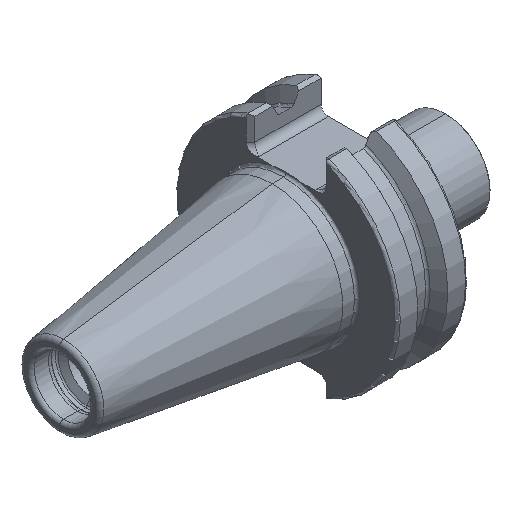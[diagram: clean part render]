
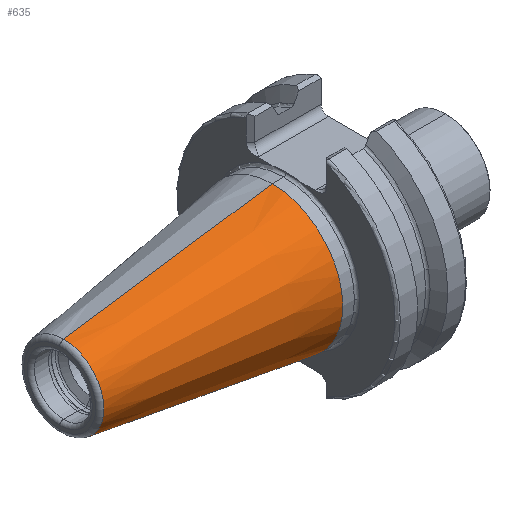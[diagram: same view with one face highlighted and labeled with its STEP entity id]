
A CAD part, isometric view. The second image highlights one B-rep face of the part: STEP entity #635.
In plain terms, the highlighted conical face has half-angle 8.297 degrees and reference radius 15.875 mm.
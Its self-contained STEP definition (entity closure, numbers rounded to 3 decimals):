
#136 = VERTEX_POINT ( 'NONE', #2374 ) ;
#205 = DIRECTION ( 'NONE',  ( 0.99, 0., 0.144 ) ) ;
#226 = DIRECTION ( 'NONE',  ( 1., 0., 0. ) ) ;
#374 = FACE_OUTER_BOUND ( 'NONE', #2468, .T. ) ;
#626 = CARTESIAN_POINT ( 'NONE',  ( 0., 0., 15.875 ) ) ;
#635 = ADVANCED_FACE ( 'NONE', ( #374 ), #2357, .T. ) ;
#647 = DIRECTION ( 'NONE',  ( 0., 0., -1. ) ) ;
#723 = VERTEX_POINT ( 'NONE', #4959 ) ;
#871 = CARTESIAN_POINT ( 'NONE',  ( 0., 0., 15.875 ) ) ;
#1046 = DIRECTION ( 'NONE',  ( 0., 0., 1. ) ) ;
#1066 = DIRECTION ( 'NONE',  ( -1., 0., 0. ) ) ;
#1079 = CARTESIAN_POINT ( 'NONE',  ( 0., 0., 0. ) ) ;
#1143 = ORIENTED_EDGE ( 'NONE', *, *, #3938, .F. ) ;
#1281 = ORIENTED_EDGE ( 'NONE', *, *, #1606, .F. ) ;
#1345 = CIRCLE ( 'NONE', #4226, 15.875 ) ;
#1412 = CARTESIAN_POINT ( 'NONE',  ( 0., 0., 0. ) ) ;
#1489 = EDGE_CURVE ( 'NONE', #136, #5337, #1345, .T. ) ;
#1606 = EDGE_CURVE ( 'NONE', #2071, #5337, #3449, .T. ) ;
#2071 = VERTEX_POINT ( 'NONE', #3224 ) ;
#2281 = LINE ( 'NONE', #4798, #3273 ) ;
#2357 = CONICAL_SURFACE ( 'NONE', #3963, 15.875, 0.145 ) ;
#2374 = CARTESIAN_POINT ( 'NONE',  ( 0., 0., -15.875 ) ) ;
#2468 = EDGE_LOOP ( 'NONE', ( #1281, #1143, #5390, #2967 ) ) ;
#2967 = ORIENTED_EDGE ( 'NONE', *, *, #1489, .T. ) ;
#3043 = VECTOR ( 'NONE', #205, 1000. ) ;
#3224 = CARTESIAN_POINT ( 'NONE',  ( -46.794, 0., 9.051 ) ) ;
#3273 = VECTOR ( 'NONE', #4295, 1000. ) ;
#3449 = LINE ( 'NONE', #626, #3043 ) ;
#3702 = DIRECTION ( 'NONE',  ( 0., 0., 1. ) ) ;
#3938 = EDGE_CURVE ( 'NONE', #723, #2071, #4227, .T. ) ;
#3963 = AXIS2_PLACEMENT_3D ( 'NONE', #1412, #226, #647 ) ;
#4189 = DIRECTION ( 'NONE',  ( -1., 0., 0. ) ) ;
#4226 = AXIS2_PLACEMENT_3D ( 'NONE', #1079, #1066, #1046 ) ;
#4227 = CIRCLE ( 'NONE', #4755, 9.051 ) ;
#4259 = CARTESIAN_POINT ( 'NONE',  ( -46.794, 0., 0. ) ) ;
#4295 = DIRECTION ( 'NONE',  ( 0.99, 0., -0.144 ) ) ;
#4755 = AXIS2_PLACEMENT_3D ( 'NONE', #4259, #4189, #3702 ) ;
#4798 = CARTESIAN_POINT ( 'NONE',  ( 0., 0., -15.875 ) ) ;
#4959 = CARTESIAN_POINT ( 'NONE',  ( -46.794, 0., -9.051 ) ) ;
#5136 = EDGE_CURVE ( 'NONE', #723, #136, #2281, .T. ) ;
#5337 = VERTEX_POINT ( 'NONE', #871 ) ;
#5390 = ORIENTED_EDGE ( 'NONE', *, *, #5136, .T. ) ;
